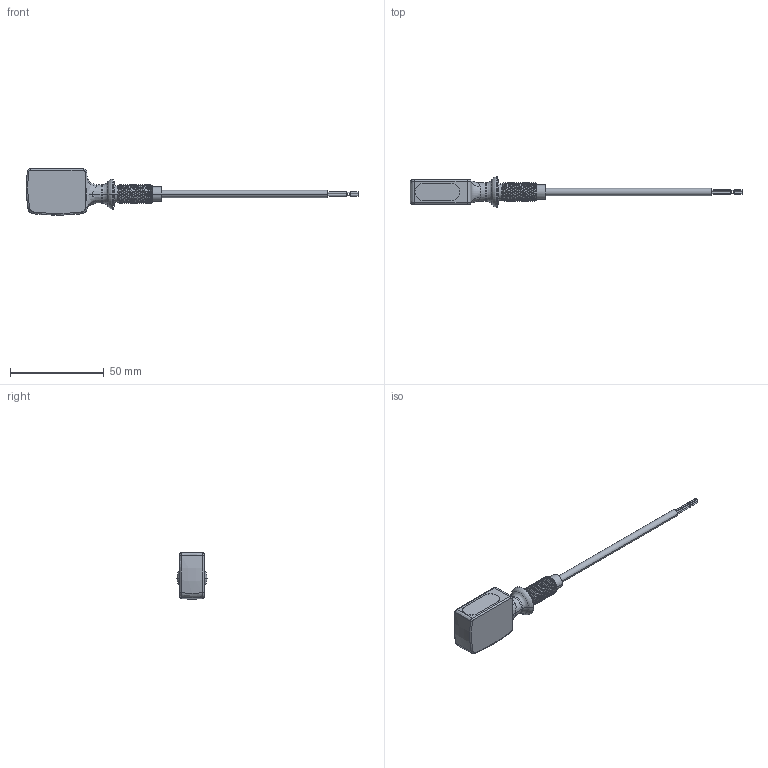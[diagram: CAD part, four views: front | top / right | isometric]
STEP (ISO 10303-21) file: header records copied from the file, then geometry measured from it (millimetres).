
FILE_DESCRIPTION((''),'2;1');
FILE_NAME('CAD1282_MLE76100-8-H','2011-06-27T',('clanger'),(''),'PRO/ENGINEER BY PARAMETRIC TECHNOLOGY CORPORATION, 2006300','PRO/ENGINEER BY PARAMETRIC TECHNOLOGY CORPORATION, 2006300','');
FILE_SCHEMA(('CONFIG_CONTROL_DESIGN'));
Length unit declared in the file: millimetre
Products named in the file (1): CAD1282_MLE76100-8-H
Bounding box: 177 x 16 x 24.63 mm (x, y, z)
Surface area: 6719.3 mm2 (no closed solid volume)
Topology: 0 solids, 12 shells, 151 faces, 400 edges, 263 vertices
Faces by surface type: cylinder 80, bspline 38, plane 13, torus 11, cone 9
Entity records: 13157 total; most frequent: CARTESIAN_POINT 8494, ORIENTED_EDGE 722, DIRECTION 628, EDGE_CURVE 394, AXIS2_PLACEMENT_3D 254, VERTEX_POINT 252, FILL_AREA_STYLE_COLOUR 169, FILL_AREA_STYLE 169
